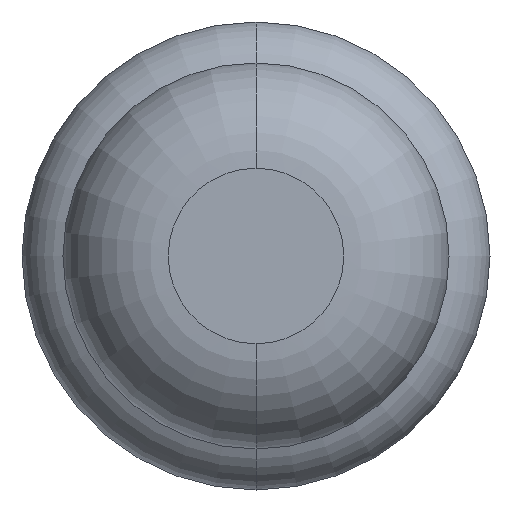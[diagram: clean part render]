
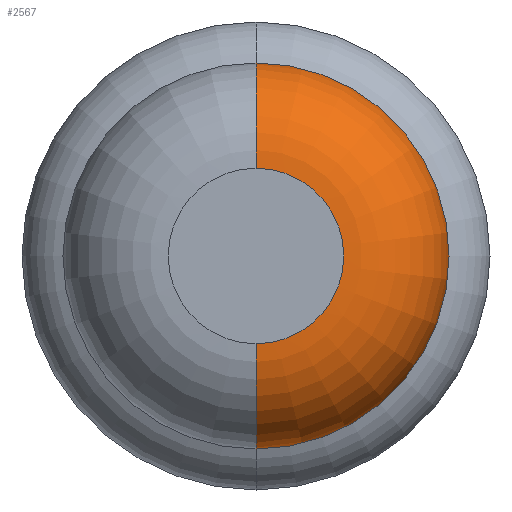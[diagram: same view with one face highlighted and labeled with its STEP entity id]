
A CAD part, front view. The second image highlights one B-rep face of the part: STEP entity #2567.
In plain terms, the highlighted toroidal (fillet/blend) face has major radius 0.375 mm and minor radius 0.45 mm.
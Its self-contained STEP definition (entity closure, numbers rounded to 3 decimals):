
#78 = DIRECTION ( 'NONE',  ( -1., 0., 0. ) ) ;
#121 = CARTESIAN_POINT ( 'NONE',  ( 0., -29.95, 0.825 ) ) ;
#175 = DIRECTION ( 'NONE',  ( 1., 0., 0. ) ) ;
#383 = EDGE_CURVE ( 'NONE', #1715, #1488, #2045, .T. ) ;
#429 = CARTESIAN_POINT ( 'NONE',  ( 0., -29.95, 0.375 ) ) ;
#985 = ORIENTED_EDGE ( 'NONE', *, *, #3669, .F. ) ;
#1016 = CIRCLE ( 'NONE', #1286, 0.375 ) ;
#1112 = CIRCLE ( 'NONE', #1554, 0.45 ) ;
#1223 = AXIS2_PLACEMENT_3D ( 'NONE', #1872, #1900, #2202 ) ;
#1286 = AXIS2_PLACEMENT_3D ( 'NONE', #3267, #2386, #3005 ) ;
#1488 = VERTEX_POINT ( 'NONE', #121 ) ;
#1554 = AXIS2_PLACEMENT_3D ( 'NONE', #2897, #175, #2579 ) ;
#1559 = CARTESIAN_POINT ( 'NONE',  ( 0., -30.4, -0.375 ) ) ;
#1590 = ORIENTED_EDGE ( 'NONE', *, *, #383, .F. ) ;
#1603 = EDGE_CURVE ( 'NONE', #2958, #2890, #1112, .T. ) ;
#1715 = VERTEX_POINT ( 'NONE', #1822 ) ;
#1822 = CARTESIAN_POINT ( 'NONE',  ( 0., -30.4, 0.375 ) ) ;
#1872 = CARTESIAN_POINT ( 'NONE',  ( 0., -29.95, 0. ) ) ;
#1900 = DIRECTION ( 'NONE',  ( 0., 1., 0. ) ) ;
#2030 = AXIS2_PLACEMENT_3D ( 'NONE', #3567, #3883, #3293 ) ;
#2045 = CIRCLE ( 'NONE', #3666, 0.45 ) ;
#2126 = CARTESIAN_POINT ( 'NONE',  ( 0., -29.95, -0.825 ) ) ;
#2202 = DIRECTION ( 'NONE',  ( 0., 0., 1. ) ) ;
#2386 = DIRECTION ( 'NONE',  ( 0., 1., 0. ) ) ;
#2434 = EDGE_LOOP ( 'NONE', ( #2550, #3338, #985, #1590 ) ) ;
#2531 = TOROIDAL_SURFACE ( 'NONE', #2030, 0.375, 0.45 ) ;
#2550 = ORIENTED_EDGE ( 'NONE', *, *, #3455, .T. ) ;
#2567 = ADVANCED_FACE ( 'Defeature ausgef�hrt1_6', ( #3253 ), #2531, .T. ) ;
#2579 = DIRECTION ( 'NONE',  ( 0., 0., -1. ) ) ;
#2811 = CIRCLE ( 'NONE', #1223, 0.825 ) ;
#2890 = VERTEX_POINT ( 'NONE', #2126 ) ;
#2897 = CARTESIAN_POINT ( 'NONE',  ( 0., -29.95, -0.375 ) ) ;
#2958 = VERTEX_POINT ( 'NONE', #1559 ) ;
#3005 = DIRECTION ( 'NONE',  ( 0., 0., 1. ) ) ;
#3253 = FACE_OUTER_BOUND ( 'NONE', #2434, .T. ) ;
#3267 = CARTESIAN_POINT ( 'NONE',  ( 0., -30.4, 0. ) ) ;
#3293 = DIRECTION ( 'NONE',  ( 0., 0., 1. ) ) ;
#3338 = ORIENTED_EDGE ( 'NONE', *, *, #1603, .T. ) ;
#3426 = DIRECTION ( 'NONE',  ( 0., 0., 1. ) ) ;
#3455 = EDGE_CURVE ( 'Defeature ausgef�hrt1_6+Defeature ausgef�hrt1_5+Defeature ausgef�hrt1_5+Defeature ausgef�hrt1_5', #1715, #2958, #1016, .T. ) ;
#3567 = CARTESIAN_POINT ( 'NONE',  ( 0., -29.95, 0. ) ) ;
#3666 = AXIS2_PLACEMENT_3D ( 'NONE', #429, #78, #3426 ) ;
#3669 = EDGE_CURVE ( 'Defeature ausgef�hrt1_7+Defeature ausgef�hrt1_6+Defeature ausgef�hrt1_6+Defeature ausgef�hrt1_6', #1488, #2890, #2811, .T. ) ;
#3883 = DIRECTION ( 'NONE',  ( 0., 1., 0. ) ) ;
